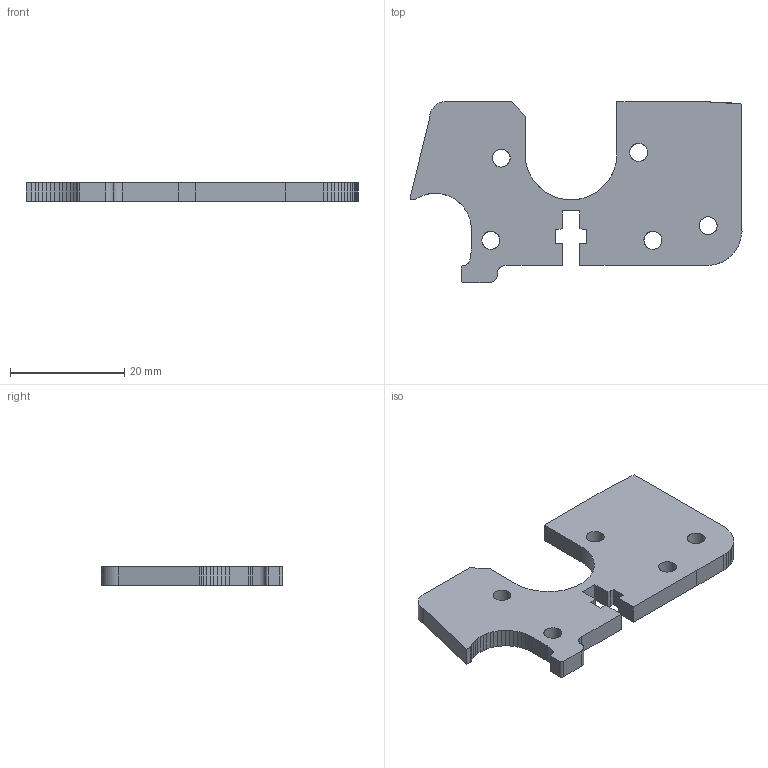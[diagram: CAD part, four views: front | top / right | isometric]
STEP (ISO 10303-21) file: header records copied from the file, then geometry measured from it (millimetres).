
FILE_DESCRIPTION (( 'STEP AP214' ), '1' );
FILE_NAME ('1034-A2P-A.STEP', '2013-05-15T14:40:09', ( '3DAssist' ), ( '' ), 'SwSTEP 2.0', 'SolidWorks 2013', '' );
FILE_SCHEMA (( 'AUTOMOTIVE_DESIGN' ));
Length unit declared in the file: millimetre
Products named in the file (1): 1034-A2P-A
Bounding box: 58.17 x 31.72 x 3.3 mm (x, y, z)
Volume: 3931.5 mm3; surface area: 3278.9 mm2
Topology: 1 solids, 1 shells, 83 faces, 243 edges, 162 vertices
Faces by surface type: plane 70, bspline 13
Entity records: 3165 total; most frequent: CARTESIAN_POINT 1156, ORIENTED_EDGE 476, DIRECTION 283, EDGE_CURVE 238, VERTEX_POINT 162, LINE 141, VECTOR 141, EDGE_LOOP 98
